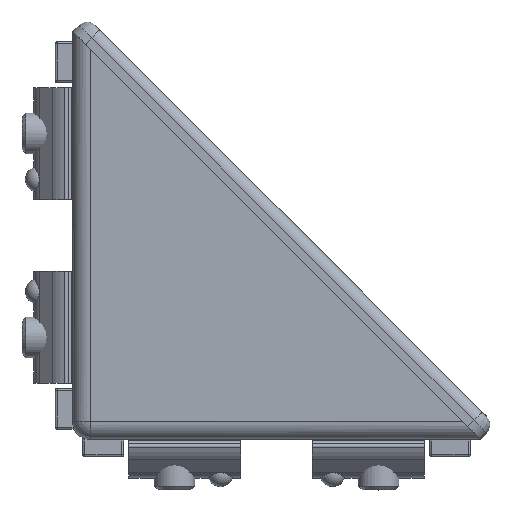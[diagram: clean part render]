
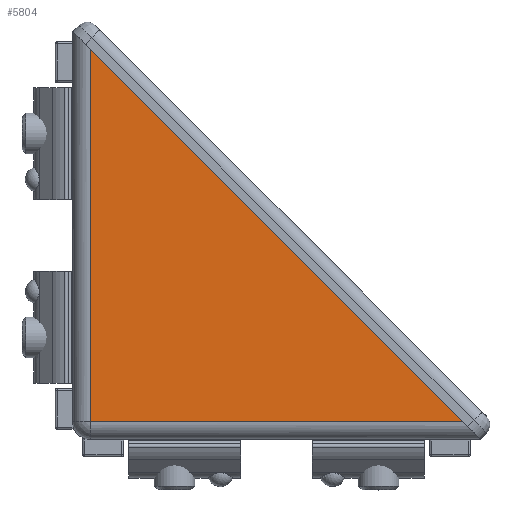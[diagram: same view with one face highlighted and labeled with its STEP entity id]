
A CAD part, top view. The second image highlights one B-rep face of the part: STEP entity #5804.
In plain terms, the highlighted planar face has unit normal (0, 0, 1).
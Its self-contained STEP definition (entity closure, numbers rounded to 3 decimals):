
#2684=CARTESIAN_POINT('',(69.752,18.074,32.874));
#2685=VERTEX_POINT('',#2684);
#2695=CARTESIAN_POINT('',(69.752,91.074,32.874));
#2696=VERTEX_POINT('',#2695);
#2697=CARTESIAN_POINT('',(69.752,18.074,32.874));
#2698=DIRECTION('',(0.0,1.0,0.0));
#2699=VECTOR('',#2698,73.);
#2700=LINE('',#2697,#2699);
#2701=EDGE_CURVE('',#2685,#2696,#2700,.T.);
#5782=CARTESIAN_POINT('',(106.252,27.907,32.874));
#5783=DIRECTION('',(0.0,0.0,-1.0));
#5784=DIRECTION('',(-1.0,0.0,0.0));
#5785=AXIS2_PLACEMENT_3D('',#5782,#5783,#5784);
#5786=PLANE('',#5785);
#5787=CARTESIAN_POINT('',(142.752,18.074,32.874));
#5788=VERTEX_POINT('',#5787);
#5789=CARTESIAN_POINT('',(69.752,18.074,32.874));
#5790=DIRECTION('',(1.0,0.0,0.0));
#5791=VECTOR('',#5790,73.);
#5792=LINE('',#5789,#5791);
#5793=EDGE_CURVE('',#2685,#5788,#5792,.T.);
#5794=ORIENTED_EDGE('',*,*,#5793,.T.);
#5795=CARTESIAN_POINT('',(142.752,18.074,32.874));
#5796=DIRECTION('',(-0.707,0.707,0.0));
#5797=VECTOR('',#5796,103.238);
#5798=LINE('',#5795,#5797);
#5799=EDGE_CURVE('',#5788,#2696,#5798,.T.);
#5800=ORIENTED_EDGE('',*,*,#5799,.T.);
#5801=ORIENTED_EDGE('',*,*,#2701,.F.);
#5802=EDGE_LOOP('',(#5794,#5800,#5801));
#5803=FACE_OUTER_BOUND('',#5802,.T.);
#5804=ADVANCED_FACE('',(#5803),#5786,.F.);
